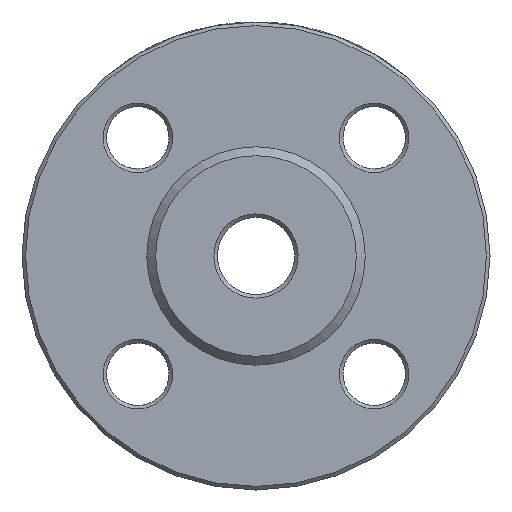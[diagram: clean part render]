
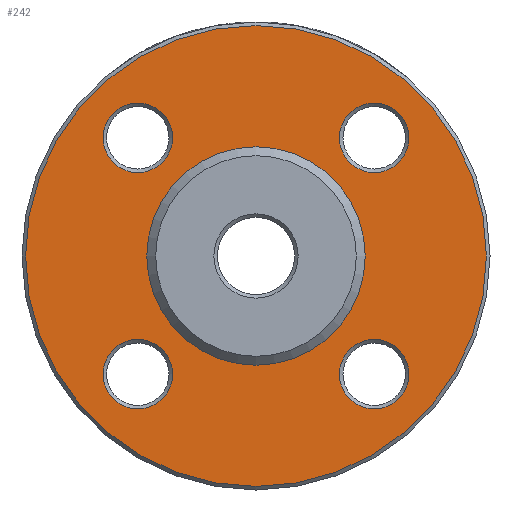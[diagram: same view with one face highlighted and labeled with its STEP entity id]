
A CAD part, left-side view. The second image highlights one B-rep face of the part: STEP entity #242.
In plain terms, the highlighted planar face has unit normal (-1, 0, 0).
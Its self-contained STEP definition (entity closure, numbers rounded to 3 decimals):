
#97 = EDGE_CURVE ( 'NONE', #1778, #1778, #3346, .T. ) ;
#117 = CARTESIAN_POINT ( 'NONE',  ( 2., 26.517, -26.517 ) ) ;
#148 = ORIENTED_EDGE ( 'NONE', *, *, #990, .T. ) ;
#185 = DIRECTION ( 'NONE',  ( 0., 1., 0. ) ) ;
#242 = ADVANCED_FACE ( 'NONE', ( #3791, #514, #3079, #4532, #892, #2355 ), #539, .F. ) ;
#326 = EDGE_CURVE ( 'NONE', #2684, #2684, #4514, .T. ) ;
#374 = AXIS2_PLACEMENT_3D ( 'NONE', #117, #1620, #3844 ) ;
#487 = DIRECTION ( 'NONE',  ( -1., 0., 0. ) ) ;
#512 = AXIS2_PLACEMENT_3D ( 'NONE', #1949, #487, #4116 ) ;
#514 = FACE_BOUND ( 'NONE', #987, .T. ) ;
#529 = CIRCLE ( 'NONE', #374, 7.8 ) ;
#539 = PLANE ( 'NONE',  #4563 ) ;
#541 = ORIENTED_EDGE ( 'NONE', *, *, #4077, .T. ) ;
#588 = EDGE_LOOP ( 'NONE', ( #2305 ) ) ;
#799 = VERTEX_POINT ( 'NONE', #1219 ) ;
#814 = DIRECTION ( 'NONE',  ( -1., 0., 0. ) ) ;
#844 = VERTEX_POINT ( 'NONE', #4117 ) ;
#884 = EDGE_CURVE ( 'NONE', #799, #799, #1230, .T. ) ;
#892 = FACE_OUTER_BOUND ( 'NONE', #2994, .T. ) ;
#987 = EDGE_LOOP ( 'NONE', ( #148 ) ) ;
#990 = EDGE_CURVE ( 'NONE', #844, #844, #3684, .T. ) ;
#1219 = CARTESIAN_POINT ( 'NONE',  ( 2., 0., -51.7 ) ) ;
#1230 = CIRCLE ( 'NONE', #3677, 51.7 ) ;
#1259 = CARTESIAN_POINT ( 'NONE',  ( 2., 34.317, 26.517 ) ) ;
#1421 = DIRECTION ( 'NONE',  ( 0., 0., 1. ) ) ;
#1450 = DIRECTION ( 'NONE',  ( 1., 0., 0. ) ) ;
#1620 = DIRECTION ( 'NONE',  ( 1., 0., 0. ) ) ;
#1635 = CARTESIAN_POINT ( 'NONE',  ( 2., 24.5, 0. ) ) ;
#1644 = CARTESIAN_POINT ( 'NONE',  ( 2., 26.517, 26.517 ) ) ;
#1743 = CARTESIAN_POINT ( 'NONE',  ( 2., -26.517, 26.517 ) ) ;
#1778 = VERTEX_POINT ( 'NONE', #3978 ) ;
#1899 = DIRECTION ( 'NONE',  ( 1., 0., 0. ) ) ;
#1949 = CARTESIAN_POINT ( 'NONE',  ( 2., 0., 0. ) ) ;
#1985 = ORIENTED_EDGE ( 'NONE', *, *, #97, .F. ) ;
#1990 = AXIS2_PLACEMENT_3D ( 'NONE', #1644, #2694, #185 ) ;
#2282 = VERTEX_POINT ( 'NONE', #4549 ) ;
#2305 = ORIENTED_EDGE ( 'NONE', *, *, #326, .T. ) ;
#2355 = FACE_BOUND ( 'NONE', #2776, .T. ) ;
#2648 = EDGE_CURVE ( 'NONE', #4098, #4098, #3370, .T. ) ;
#2661 = ORIENTED_EDGE ( 'NONE', *, *, #2648, .T. ) ;
#2678 = CARTESIAN_POINT ( 'NONE',  ( 2., -26.517, -26.517 ) ) ;
#2681 = EDGE_LOOP ( 'NONE', ( #2661 ) ) ;
#2684 = VERTEX_POINT ( 'NONE', #3362 ) ;
#2694 = DIRECTION ( 'NONE',  ( 1., 0., 0. ) ) ;
#2776 = EDGE_LOOP ( 'NONE', ( #1985 ) ) ;
#2994 = EDGE_LOOP ( 'NONE', ( #4623 ) ) ;
#3019 = DIRECTION ( 'NONE',  ( 0., 0., -1. ) ) ;
#3079 = FACE_BOUND ( 'NONE', #2681, .T. ) ;
#3346 = CIRCLE ( 'NONE', #512, 24.5 ) ;
#3362 = CARTESIAN_POINT ( 'NONE',  ( 2., -34.317, -26.517 ) ) ;
#3370 = CIRCLE ( 'NONE', #1990, 7.8 ) ;
#3488 = DIRECTION ( 'NONE',  ( 0., -1., 0. ) ) ;
#3677 = AXIS2_PLACEMENT_3D ( 'NONE', #4090, #814, #3733 ) ;
#3684 = CIRCLE ( 'NONE', #4278, 7.8 ) ;
#3733 = DIRECTION ( 'NONE',  ( 0., 0., -1. ) ) ;
#3791 = FACE_BOUND ( 'NONE', #588, .T. ) ;
#3844 = DIRECTION ( 'NONE',  ( 0., 0., -1. ) ) ;
#3978 = CARTESIAN_POINT ( 'NONE',  ( 2., 0., 24.5 ) ) ;
#4065 = AXIS2_PLACEMENT_3D ( 'NONE', #2678, #4519, #3488 ) ;
#4077 = EDGE_CURVE ( 'NONE', #2282, #2282, #529, .T. ) ;
#4090 = CARTESIAN_POINT ( 'NONE',  ( 2., 0., 0. ) ) ;
#4098 = VERTEX_POINT ( 'NONE', #1259 ) ;
#4116 = DIRECTION ( 'NONE',  ( 0., 0., 1. ) ) ;
#4117 = CARTESIAN_POINT ( 'NONE',  ( 2., -26.517, 34.317 ) ) ;
#4278 = AXIS2_PLACEMENT_3D ( 'NONE', #1743, #1450, #1421 ) ;
#4514 = CIRCLE ( 'NONE', #4065, 7.8 ) ;
#4519 = DIRECTION ( 'NONE',  ( 1., 0., 0. ) ) ;
#4532 = FACE_BOUND ( 'NONE', #4573, .T. ) ;
#4549 = CARTESIAN_POINT ( 'NONE',  ( 2., 26.517, -34.317 ) ) ;
#4563 = AXIS2_PLACEMENT_3D ( 'NONE', #1635, #1899, #3019 ) ;
#4573 = EDGE_LOOP ( 'NONE', ( #541 ) ) ;
#4623 = ORIENTED_EDGE ( 'NONE', *, *, #884, .T. ) ;
